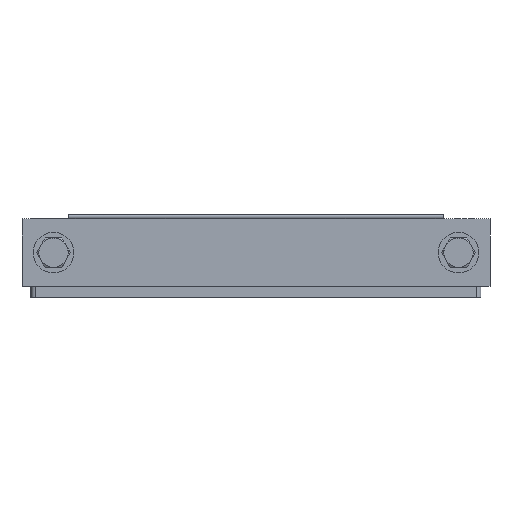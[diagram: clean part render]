
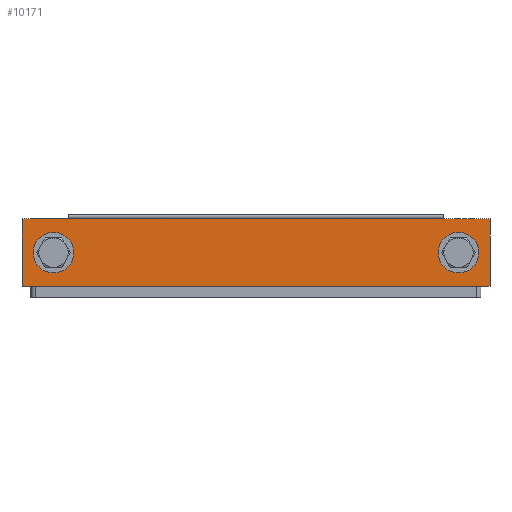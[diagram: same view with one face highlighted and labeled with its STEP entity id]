
A CAD part, front view. The second image highlights one B-rep face of the part: STEP entity #10171.
In plain terms, the highlighted planar face has unit normal (0, -1, 0).
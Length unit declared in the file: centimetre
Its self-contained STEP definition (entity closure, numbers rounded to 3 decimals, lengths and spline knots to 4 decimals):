
#214=FACE_BOUND('',#1916,.T.);
#215=FACE_BOUND('',#1917,.T.);
#1284=FACE_OUTER_BOUND('',#1915,.T.);
#1915=EDGE_LOOP('',(#8451,#8452,#8453,#8454,#8455,#8456));
#1916=EDGE_LOOP('',(#8457));
#1917=EDGE_LOOP('',(#8458));
#2454=CIRCLE('',#11133,0.9);
#2464=CIRCLE('',#11160,0.9);
#3039=LINE('',#16310,#3883);
#3054=LINE('',#16349,#3898);
#3074=LINE('',#16392,#3918);
#3078=LINE('',#16401,#3922);
#3080=LINE('',#16405,#3924);
#3081=LINE('',#16406,#3925);
#3883=VECTOR('',#13636,1.);
#3898=VECTOR('',#13675,1.);
#3918=VECTOR('',#13717,1.);
#3922=VECTOR('',#13725,1.);
#3924=VECTOR('',#13729,1.);
#3925=VECTOR('',#13730,1.);
#4684=VERTEX_POINT('',#16099);
#4706=VERTEX_POINT('',#16198);
#4740=VERTEX_POINT('',#16305);
#4741=VERTEX_POINT('',#16309);
#4753=VERTEX_POINT('',#16348);
#4765=VERTEX_POINT('',#16390);
#4767=VERTEX_POINT('',#16398);
#4769=VERTEX_POINT('',#16404);
#5909=EDGE_CURVE('',#4684,#4684,#2454,.T.);
#5945=EDGE_CURVE('',#4706,#4706,#2464,.T.);
#5998=EDGE_CURVE('',#4741,#4740,#3039,.T.);
#6017=EDGE_CURVE('',#4753,#4741,#3054,.T.);
#6040=EDGE_CURVE('',#4740,#4765,#3074,.T.);
#6044=EDGE_CURVE('',#4767,#4765,#3078,.T.);
#6046=EDGE_CURVE('',#4769,#4767,#3080,.T.);
#6047=EDGE_CURVE('',#4769,#4753,#3081,.T.);
#8451=ORIENTED_EDGE('',*,*,#6046,.F.);
#8452=ORIENTED_EDGE('',*,*,#6047,.T.);
#8453=ORIENTED_EDGE('',*,*,#6017,.T.);
#8454=ORIENTED_EDGE('',*,*,#5998,.T.);
#8455=ORIENTED_EDGE('',*,*,#6040,.T.);
#8456=ORIENTED_EDGE('',*,*,#6044,.F.);
#8457=ORIENTED_EDGE('',*,*,#5909,.T.);
#8458=ORIENTED_EDGE('',*,*,#5945,.T.);
#9596=PLANE('',#11226);
#10171=ADVANCED_FACE('',(#1284,#214,#215),#9596,.F.);
#11133=AXIS2_PLACEMENT_3D('',#16101,#13452,#13453);
#11160=AXIS2_PLACEMENT_3D('',#16200,#13520,#13521);
#11226=AXIS2_PLACEMENT_3D('',#16403,#13727,#13728);
#13452=DIRECTION('center_axis',(0.,1.,0.));
#13453=DIRECTION('ref_axis',(1.,0.,0.));
#13520=DIRECTION('center_axis',(0.,1.,0.));
#13521=DIRECTION('ref_axis',(-1.,0.,0.));
#13636=DIRECTION('',(1.,0.,0.));
#13675=DIRECTION('',(1.,0.,0.));
#13717=DIRECTION('',(1.,0.,0.));
#13725=DIRECTION('',(0.,0.,-1.));
#13727=DIRECTION('center_axis',(0.,1.,0.));
#13728=DIRECTION('ref_axis',(1.,0.,0.));
#13729=DIRECTION('',(1.,0.,0.));
#13730=DIRECTION('',(0.,0.,-1.));
#16099=CARTESIAN_POINT('',(8.1,-6.4,-1.5));
#16101=CARTESIAN_POINT('Origin',(9.,-6.4,-1.5));
#16198=CARTESIAN_POINT('',(-8.1,-6.4,-1.5));
#16200=CARTESIAN_POINT('Origin',(-9.,-6.4,-1.5));
#16305=CARTESIAN_POINT('',(9.8,-6.4,-3.));
#16309=CARTESIAN_POINT('',(-9.8,-6.4,-3.));
#16310=CARTESIAN_POINT('',(-10.4,-6.4,-3.));
#16348=CARTESIAN_POINT('',(-10.4,-6.4,-3.));
#16349=CARTESIAN_POINT('',(-10.4,-6.4,-3.));
#16390=CARTESIAN_POINT('',(10.4,-6.4,-3.));
#16392=CARTESIAN_POINT('',(-10.4,-6.4,-3.));
#16398=CARTESIAN_POINT('',(10.4,-6.4,0.));
#16401=CARTESIAN_POINT('',(10.4,-6.4,0.));
#16403=CARTESIAN_POINT('Origin',(-10.4,-6.4,0.));
#16404=CARTESIAN_POINT('',(-10.4,-6.4,0.));
#16405=CARTESIAN_POINT('',(-10.4,-6.4,0.));
#16406=CARTESIAN_POINT('',(-10.4,-6.4,0.));
